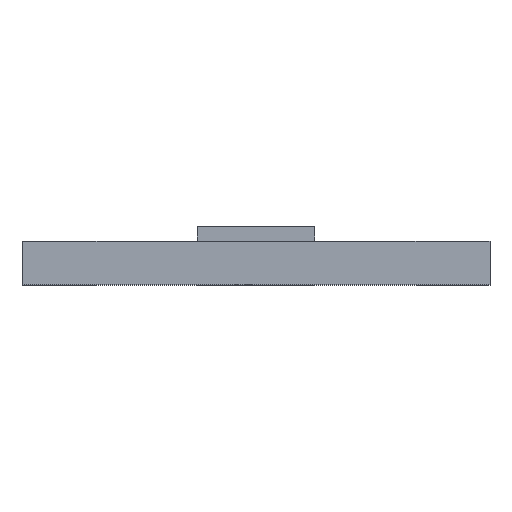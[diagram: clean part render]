
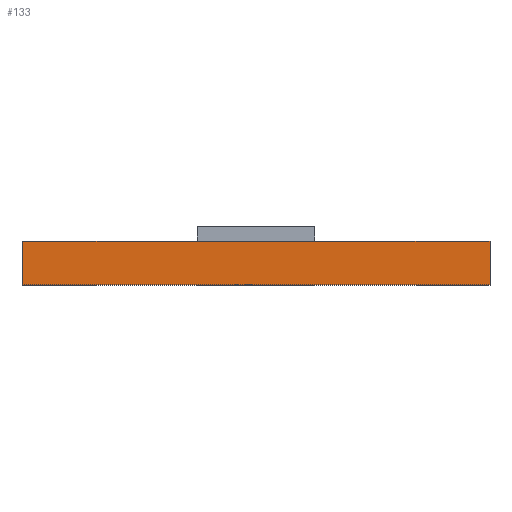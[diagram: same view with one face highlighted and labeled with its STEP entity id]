
A CAD part, top view. The second image highlights one B-rep face of the part: STEP entity #133.
In plain terms, the highlighted planar face has unit normal (0, 0, 1).
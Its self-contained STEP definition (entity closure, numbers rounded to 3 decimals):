
#6 = CARTESIAN_POINT ( 'NONE',  ( -1.6, 0.3, 0.8 ) ) ;
#20 = LINE ( 'NONE', #534, #195 ) ;
#41 = DIRECTION ( 'NONE',  ( 1., 0., 0. ) ) ;
#44 = CARTESIAN_POINT ( 'NONE',  ( 0.75, 0.3, 0.8 ) ) ;
#48 = VECTOR ( 'NONE', #965, 1000. ) ;
#61 = CARTESIAN_POINT ( 'NONE',  ( -1.6, 0.3, 0.8 ) ) ;
#82 = ORIENTED_EDGE ( 'NONE', *, *, #143, .F. ) ;
#107 = DIRECTION ( 'NONE',  ( 1., 0., 0. ) ) ;
#112 = VECTOR ( 'NONE', #887, 1000. ) ;
#133 = ADVANCED_FACE ( 'NONE', ( #533 ), #422, .F. ) ;
#143 = EDGE_CURVE ( 'NONE', #804, #209, #20, .T. ) ;
#144 = VECTOR ( 'NONE', #41, 1000. ) ;
#194 = LINE ( 'NONE', #806, #625 ) ;
#195 = VECTOR ( 'NONE', #529, 1000. ) ;
#209 = VERTEX_POINT ( 'NONE', #282 ) ;
#234 = ORIENTED_EDGE ( 'NONE', *, *, #1041, .T. ) ;
#240 = EDGE_LOOP ( 'NONE', ( #917, #1119, #82, #399, #1132, #790, #323, #234 ) ) ;
#245 = LINE ( 'NONE', #513, #48 ) ;
#282 = CARTESIAN_POINT ( 'NONE',  ( 1.6, 0.3, 0.8 ) ) ;
#300 = CARTESIAN_POINT ( 'NONE',  ( -1.6, 0.3, 0.8 ) ) ;
#323 = ORIENTED_EDGE ( 'NONE', *, *, #742, .F. ) ;
#326 = CARTESIAN_POINT ( 'NONE',  ( -0.75, 0.3, 0.8 ) ) ;
#332 = CARTESIAN_POINT ( 'NONE',  ( 1.6, 0.3, 0.8 ) ) ;
#342 = DIRECTION ( 'NONE',  ( 0., 0., -1. ) ) ;
#346 = DIRECTION ( 'NONE',  ( -1., 0., 0. ) ) ;
#373 = CARTESIAN_POINT ( 'NONE',  ( -1.6, 0.3, 0.8 ) ) ;
#399 = ORIENTED_EDGE ( 'NONE', *, *, #586, .F. ) ;
#403 = CARTESIAN_POINT ( 'NONE',  ( -1.6, 0.3, 0.8 ) ) ;
#422 = PLANE ( 'NONE',  #1089 ) ;
#436 = VERTEX_POINT ( 'NONE', #326 ) ;
#513 = CARTESIAN_POINT ( 'NONE',  ( -1.6, 0.3, 0.8 ) ) ;
#520 = EDGE_CURVE ( 'NONE', #209, #904, #558, .T. ) ;
#527 = VECTOR ( 'NONE', #765, 1000. ) ;
#529 = DIRECTION ( 'NONE',  ( 1., 0., 0. ) ) ;
#533 = FACE_OUTER_BOUND ( 'NONE', #240, .T. ) ;
#534 = CARTESIAN_POINT ( 'NONE',  ( -1.6, 0.3, 0.8 ) ) ;
#544 = EDGE_CURVE ( 'NONE', #566, #436, #826, .T. ) ;
#558 = LINE ( 'NONE', #332, #977 ) ;
#566 = VERTEX_POINT ( 'NONE', #872 ) ;
#586 = EDGE_CURVE ( 'NONE', #1002, #804, #245, .T. ) ;
#597 = LINE ( 'NONE', #300, #886 ) ;
#625 = VECTOR ( 'NONE', #107, 1000. ) ;
#656 = DIRECTION ( 'NONE',  ( 1., 0., 0. ) ) ;
#664 = EDGE_CURVE ( 'NONE', #1148, #904, #194, .T. ) ;
#672 = LINE ( 'NONE', #373, #144 ) ;
#742 = EDGE_CURVE ( 'NONE', #1084, #566, #672, .T. ) ;
#765 = DIRECTION ( 'NONE',  ( 0., -1., 0. ) ) ;
#766 = LINE ( 'NONE', #403, #527 ) ;
#790 = ORIENTED_EDGE ( 'NONE', *, *, #544, .F. ) ;
#804 = VERTEX_POINT ( 'NONE', #912 ) ;
#806 = CARTESIAN_POINT ( 'NONE',  ( -1.6, 0., 0.8 ) ) ;
#826 = LINE ( 'NONE', #6, #112 ) ;
#872 = CARTESIAN_POINT ( 'NONE',  ( -1.5, 0.3, 0.8 ) ) ;
#886 = VECTOR ( 'NONE', #656, 1000. ) ;
#887 = DIRECTION ( 'NONE',  ( 1., 0., 0. ) ) ;
#904 = VERTEX_POINT ( 'NONE', #1022 ) ;
#912 = CARTESIAN_POINT ( 'NONE',  ( 1.5, 0.3, 0.8 ) ) ;
#917 = ORIENTED_EDGE ( 'NONE', *, *, #664, .T. ) ;
#939 = CARTESIAN_POINT ( 'NONE',  ( -1.6, 0., 0.8 ) ) ;
#946 = DIRECTION ( 'NONE',  ( 0., -1., 0. ) ) ;
#965 = DIRECTION ( 'NONE',  ( 1., 0., 0. ) ) ;
#973 = EDGE_CURVE ( 'NONE', #436, #1002, #597, .T. ) ;
#977 = VECTOR ( 'NONE', #946, 1000. ) ;
#1002 = VERTEX_POINT ( 'NONE', #44 ) ;
#1022 = CARTESIAN_POINT ( 'NONE',  ( 1.6, 0., 0.8 ) ) ;
#1041 = EDGE_CURVE ( 'NONE', #1084, #1148, #766, .T. ) ;
#1084 = VERTEX_POINT ( 'NONE', #61 ) ;
#1089 = AXIS2_PLACEMENT_3D ( 'NONE', #1143, #342, #346 ) ;
#1119 = ORIENTED_EDGE ( 'NONE', *, *, #520, .F. ) ;
#1132 = ORIENTED_EDGE ( 'NONE', *, *, #973, .F. ) ;
#1143 = CARTESIAN_POINT ( 'NONE',  ( -1.6, 0.3, 0.8 ) ) ;
#1148 = VERTEX_POINT ( 'NONE', #939 ) ;
